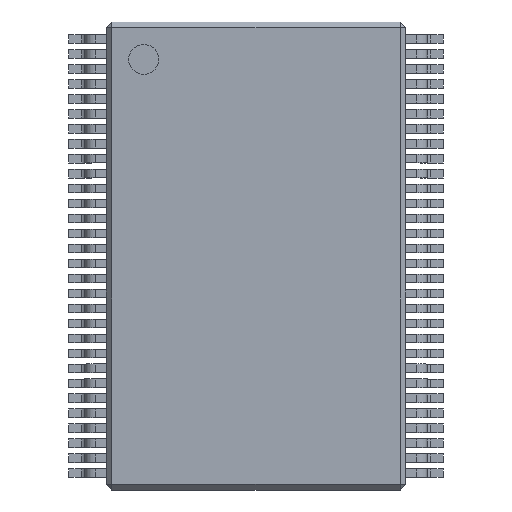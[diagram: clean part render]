
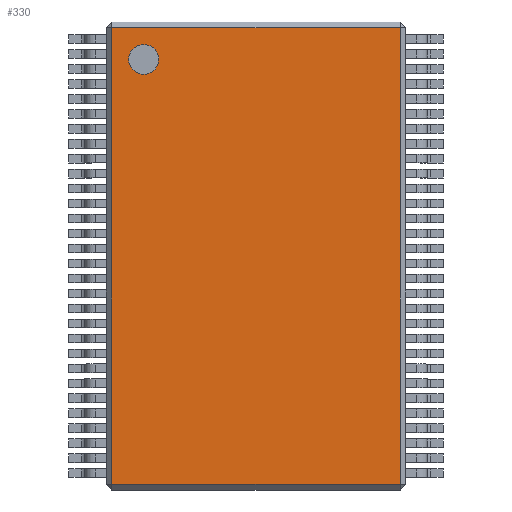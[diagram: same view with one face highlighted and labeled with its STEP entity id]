
A CAD part, top view. The second image highlights one B-rep face of the part: STEP entity #330.
In plain terms, the highlighted planar face has unit normal (0, 0, 1).
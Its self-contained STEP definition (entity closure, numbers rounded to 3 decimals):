
#13=DIRECTION('',(0.,0.,1.));
#14=DIRECTION('',(1.,0.,0.));
#123=VECTOR('',#124,1.);
#124=DIRECTION('',(0.,1.,0.));
#199=VERTEX_POINT('',#200);
#200=CARTESIAN_POINT('',(-3.85,-6.1,2.));
#208=VERTEX_POINT('',#209);
#209=CARTESIAN_POINT('',(-3.85,6.1,2.));
#214=ORIENTED_EDGE('',*,*,#215,.F.);
#215=EDGE_CURVE('',#199,#208,#216,.T.);
#216=LINE('',#217,#123);
#217=CARTESIAN_POINT('',(-3.85,-6.25,2.));
#287=VECTOR('',#14,1.);
#330=ADVANCED_FACE('',(#331,#349),#358,.T.);
#331=FACE_BOUND('',#332,.T.);
#332=EDGE_LOOP('',(#214,#333,#339,#345));
#333=ORIENTED_EDGE('',*,*,#334,.T.);
#334=EDGE_CURVE('',#199,#335,#337,.T.);
#335=VERTEX_POINT('',#336);
#336=CARTESIAN_POINT('',(3.85,-6.1,2.));
#337=LINE('',#338,#287);
#338=CARTESIAN_POINT('',(-4.,-6.1,2.));
#339=ORIENTED_EDGE('',*,*,#340,.T.);
#340=EDGE_CURVE('',#335,#341,#343,.T.);
#341=VERTEX_POINT('',#342);
#342=CARTESIAN_POINT('',(3.85,6.1,2.));
#343=LINE('',#344,#123);
#344=CARTESIAN_POINT('',(3.85,-6.25,2.));
#345=ORIENTED_EDGE('',*,*,#346,.F.);
#346=EDGE_CURVE('',#208,#341,#347,.T.);
#347=LINE('',#348,#287);
#348=CARTESIAN_POINT('',(-4.,6.1,2.));
#349=FACE_BOUND('',#350,.T.);
#350=EDGE_LOOP('',(#351));
#351=ORIENTED_EDGE('',*,*,#352,.F.);
#352=EDGE_CURVE('',#353,#353,#355,.T.);
#353=VERTEX_POINT('',#354);
#354=CARTESIAN_POINT('',(-2.6,5.25,2.));
#355=CIRCLE('',#356,0.4);
#356=AXIS2_PLACEMENT_3D('',#357,#13,#14);
#357=CARTESIAN_POINT('',(-3.,5.25,2.));
#358=PLANE('',#359);
#359=AXIS2_PLACEMENT_3D('',#360,#13,#14);
#360=CARTESIAN_POINT('',(-4.,-6.25,2.));
